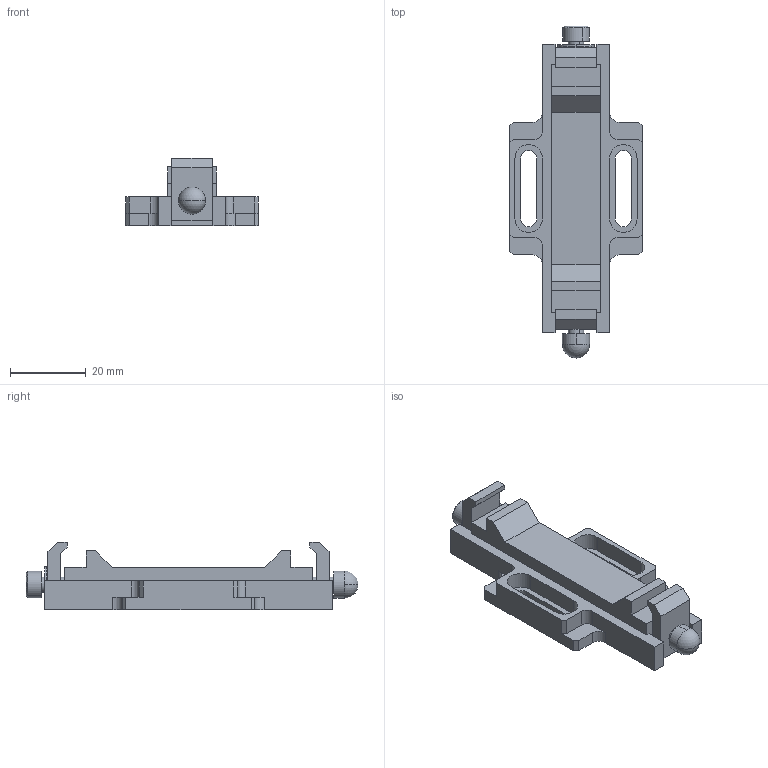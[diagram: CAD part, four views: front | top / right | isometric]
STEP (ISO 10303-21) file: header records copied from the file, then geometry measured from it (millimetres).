
FILE_DESCRIPTION((''),'2;1');
FILE_NAME('CSK-A60_ASM','2020-10-16T',('Administrator'),(''),'CREO PARAMETRIC BY PTC INC, 2017300','CREO PARAMETRIC BY PTC INC, 2017300','');
FILE_SCHEMA(('CONFIG_CONTROL_DESIGN'));
Products named in the file (7): CSK-A60_A1; M4X80_HM; CSK-A30_A2; CSK-A30_A3; M4_CAP; SPACER_5X9_5X0_7; CSK-A60_ASM
Assembly tree (6 placements, depth 2):
  CSK-A60_ASM
    CSK-A60_A1
    M4X80_HM
    CSK-A30_A2
    CSK-A30_A3
    M4_CAP
    SPACER_5X9_5X0_7
Bounding box: 35 x 87.58 x 17.81 mm (x, y, z)
Volume: 16359.7 mm3; surface area: 10367.1 mm2
Topology: 6 solids, 6 shells, 174 faces, 448 edges, 290 vertices
Faces by surface type: plane 104, cylinder 46, cone 12, bspline 6, torus 4, sphere 2
Entity records: 6158 total; most frequent: CARTESIAN_POINT 1719, ORIENTED_EDGE 888, DIRECTION 887, EDGE_CURVE 444, VECTOR 317, LINE 317, VERTEX_POINT 290, AXIS2_PLACEMENT_3D 285
